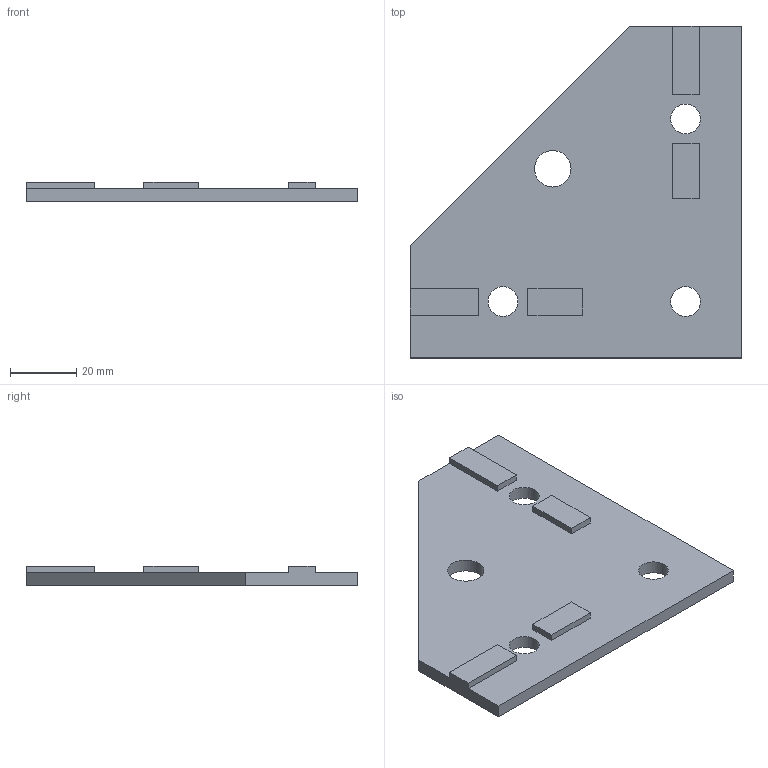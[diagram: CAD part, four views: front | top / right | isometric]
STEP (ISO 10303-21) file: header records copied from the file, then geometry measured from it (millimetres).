
FILE_DESCRIPTION( ( 'STEP AP214' ), '1' );
FILE_NAME( '093V1001N08V.stp', '2020-06-08T21:08:58', ( 'License CC BY-ND 4.0' ), ( 'CADENAS' ), ' ', 'PARTsolutions', ' ' );
FILE_SCHEMA( ( 'AUTOMOTIVE_DESIGN { 1 0 10303 214 1 1 1 1 }' ) );
Length unit declared in the file: millimetre
Products named in the file (1): _093V1001N08V
Bounding box: 100 x 100 x 6 mm (x, y, z)
Volume: 31328.5 mm3; surface area: 17419.1 mm2
Topology: 1 solids, 1 shells, 29 faces, 75 edges, 50 vertices
Faces by surface type: plane 25, cylinder 4
Full cylindrical faces by diameter (mm): 9 x3, 11 x1
Entity records: 1121 total; most frequent: CARTESIAN_POINT 151, ORIENTED_EDGE 142, DIRECTION 139, EDGE_CURVE 71, LINE 63, VECTOR 63, VERTEX_POINT 50, EDGE_LOOP 43
